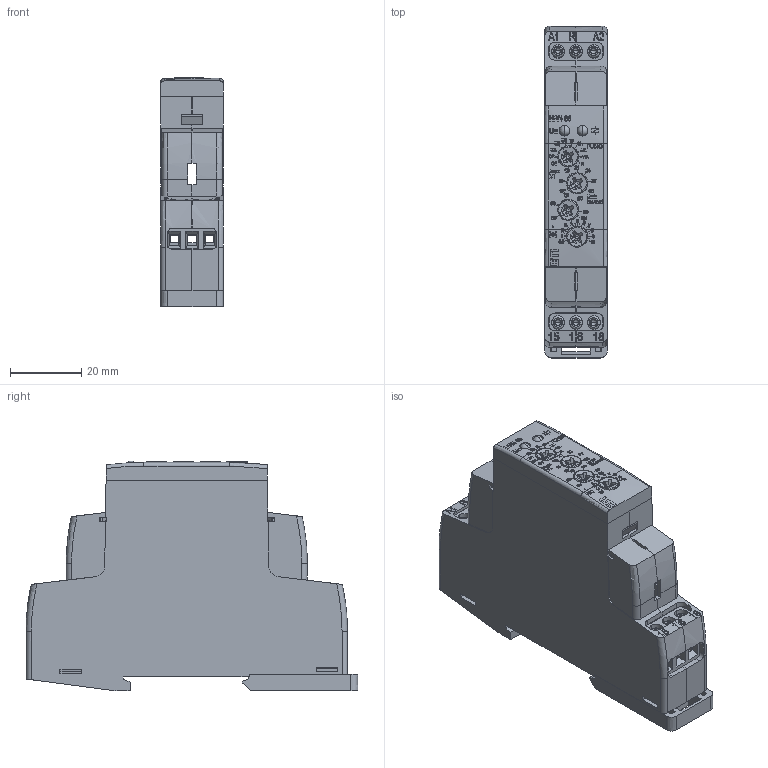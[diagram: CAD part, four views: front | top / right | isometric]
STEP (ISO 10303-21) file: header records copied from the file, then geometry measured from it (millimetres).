
FILE_DESCRIPTION((''),'2;1');
FILE_NAME('HRN-36_ETI_ASM','2024-05-24T12:07:24',('klemen.sitar'),('Audax d.o.o.'),'CREO PARAMETRIC BY PTC INC, 2021304','CREO PARAMETRIC BY PTC INC, 2021304','');
FILE_SCHEMA(('AP242_MANAGED_MODEL_BASED_3D_ENGINEERING_MIM_LF { 1 0 10303 442 1 1 4 }'));
Products named in the file (21): BREP_1-2048; BREP_2; BREP_3; BREP_4; BREP_5; BREP_6; BREP_7; BREP_8; BREP_9; BREP_1; BREP_11; BREP_12; BREP_13; BREP_14; BREP_15; BREP_1-2063; P2; PRT0002; PRT0003; PRT0004; HRN-36_ETI_ASM
Assembly tree (20 placements, depth 2):
  HRN-36_ETI_ASM
    BREP_1-2048
    BREP_2
    BREP_3
    BREP_4
    BREP_5
    BREP_6
    BREP_7
    BREP_8
    BREP_9
    BREP_1
    BREP_11
    BREP_12
    BREP_13
    BREP_14
    BREP_15
    BREP_1-2063
    P2
    PRT0002
    PRT0003
    PRT0004
Bounding box: 17.6 x 92.95 x 64.4 mm (x, y, z)
Volume: 19850.1 mm3; surface area: 36408.3 mm2
Topology: 16 solids, 192 shells, 1624 faces, 6922 edges, 7019 vertices
Faces by surface type: plane 1136, cylinder 240, cone 72, bspline 62, torus 54, sphere 36, extrusion 24
Entity records: 121121 total; most frequent: CARTESIAN_POINT 36838, ORIENTED_EDGE 9355, DIRECTION 8775, PRESENTATION_STYLE_ASSIGNMENT 8755, STYLED_ITEM 8755, CURVE_STYLE 6939, EDGE_CURVE 5327, VECTOR 3995
